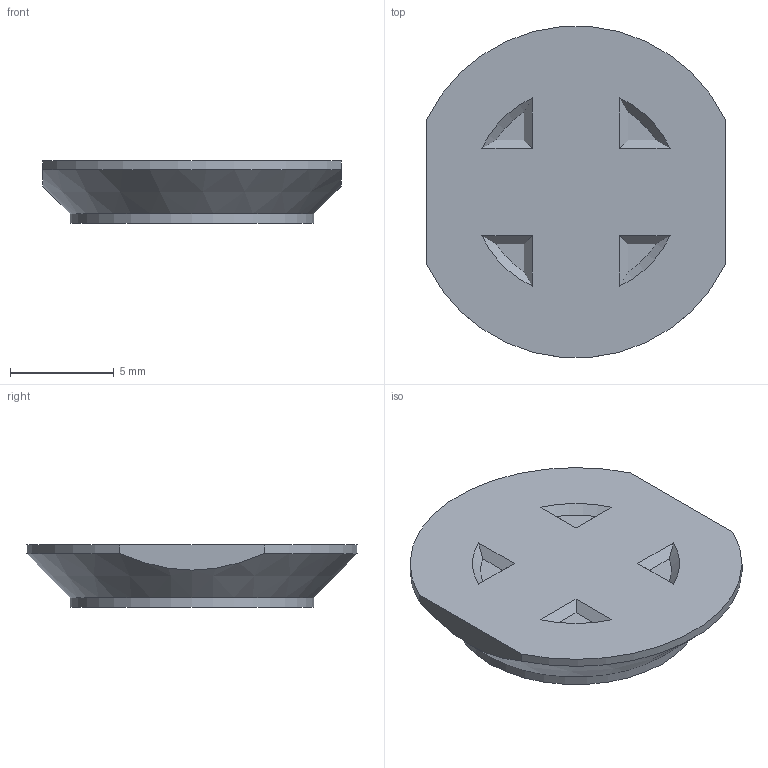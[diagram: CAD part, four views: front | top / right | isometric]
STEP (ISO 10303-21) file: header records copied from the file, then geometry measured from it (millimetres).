
FILE_DESCRIPTION(/* description */ (''),/* implementation_level */ '2;1');
FILE_NAME(/* name */ 'Component Multipoints.step',/* time_stamp */ '2024-08-26T17:56:00-04:00',/* author */ (''),/* organization */ (''),/* preprocessor_version */ 'ST-DEVELOPER v20',/* originating_system */ 'Autodesk Translation Framework v13.14.0.145',/* authorisation */ '');
FILE_SCHEMA (('AUTOMOTIVE_DESIGN { 1 0 10303 214 3 1 1 }'));
Length unit declared in the file: millimetre
Products named in the file (1): No Coin Slot
Bounding box: 14.4 x 15.94 x 3 mm (x, y, z)
Volume: 448.1 mm3; surface area: 471.6 mm2
Topology: 1 solids, 1 shells, 24 faces, 54 edges, 36 vertices
Faces by surface type: plane 16, cone 5, cylinder 3
Full cylindrical faces by diameter (mm): 11.74 x1
Entity records: 707 total; most frequent: CARTESIAN_POINT 139, ORIENTED_EDGE 108, DIRECTION 106, EDGE_CURVE 54, AXIS2_PLACEMENT_3D 39, VERTEX_POINT 36, LINE 28, VECTOR 28
